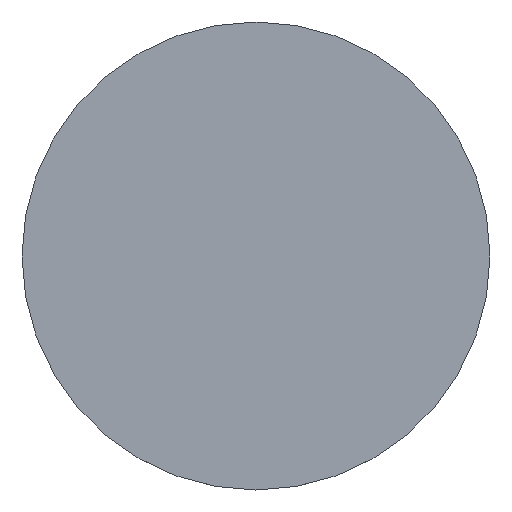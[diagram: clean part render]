
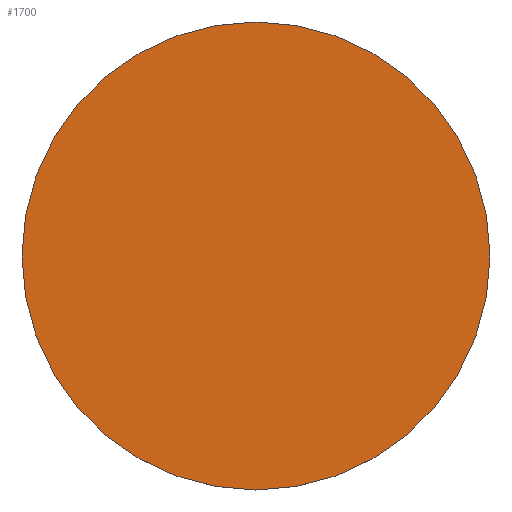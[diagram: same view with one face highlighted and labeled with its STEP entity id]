
A CAD part, top view. The second image highlights one B-rep face of the part: STEP entity #1700.
In plain terms, the highlighted planar face has unit normal (0, 0, 1).
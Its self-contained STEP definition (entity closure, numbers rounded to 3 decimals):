
#1657=CARTESIAN_POINT('',(55.,0.,391.1));
#1658=VERTEX_POINT('',#1657);
#1665=CARTESIAN_POINT('',(-0.,-0.,391.1));
#1666=DIRECTION('',(0.,0.,-1.));
#1667=DIRECTION('',(1.,0.,0.));
#1668=AXIS2_PLACEMENT_3D('',#1665,#1666,#1667);
#1669=CIRCLE('',#1668,55.);
#1670=EDGE_CURVE('',#1658,#1658,#1669,.T.);
#1692=CARTESIAN_POINT('',(-0.,-0.,391.1));
#1693=DIRECTION('',(0.,0.,-1.));
#1694=DIRECTION('',(1.,0.,0.));
#1695=AXIS2_PLACEMENT_3D('',#1692,#1693,#1694);
#1696=PLANE('',#1695);
#1697=ORIENTED_EDGE('',*,*,#1670,.F.);
#1698=EDGE_LOOP('',(#1697));
#1699=FACE_BOUND('',#1698,.T.);
#1700=ADVANCED_FACE('',(#1699),#1696,.F.);
